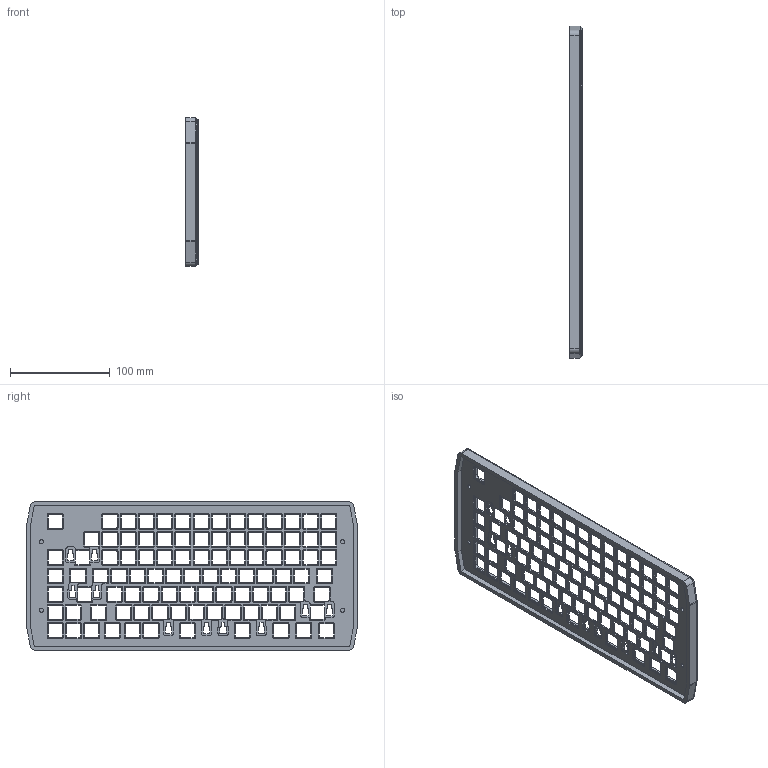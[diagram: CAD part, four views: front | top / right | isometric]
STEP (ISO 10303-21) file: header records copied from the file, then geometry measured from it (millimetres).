
FILE_DESCRIPTION (( 'STEP AP214' ), '1' );
FILE_NAME ('plate_support.STEP', '2026-03-08T19:28:20', ( '' ), ( '' ), 'SwSTEP 2.0', 'SolidWorks 2026', '' );
FILE_SCHEMA (( 'AUTOMOTIVE_DESIGN' ));
Length unit declared in the file: millimetre
Products named in the file (1): plate_support
Bounding box: 12.45 x 332 x 148.5 mm (x, y, z)
Volume: 140200.7 mm3; surface area: 90548.2 mm2
Topology: 1 solids, 1 shells, 2083 faces, 5860 edges, 3872 vertices
Faces by surface type: plane 1046, cylinder 984, torus 26, cone 18, bspline 9
Entity records: 68163 total; most frequent: DIRECTION 11997, CARTESIAN_POINT 11987, ORIENTED_EDGE 11720, EDGE_CURVE 5860, AXIS2_PLACEMENT_3D 4084, VERTEX_POINT 3872, VECTOR 3829, LINE 3829
